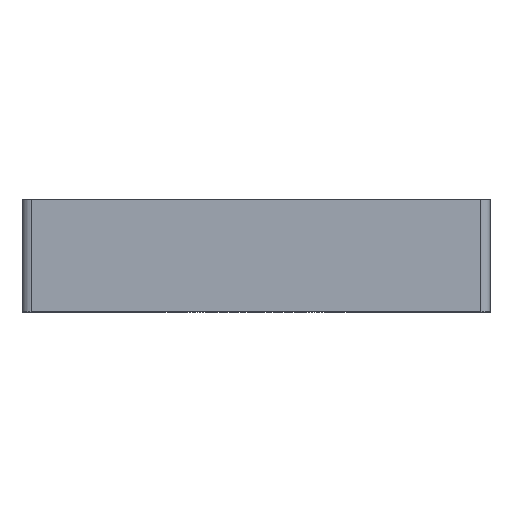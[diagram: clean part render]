
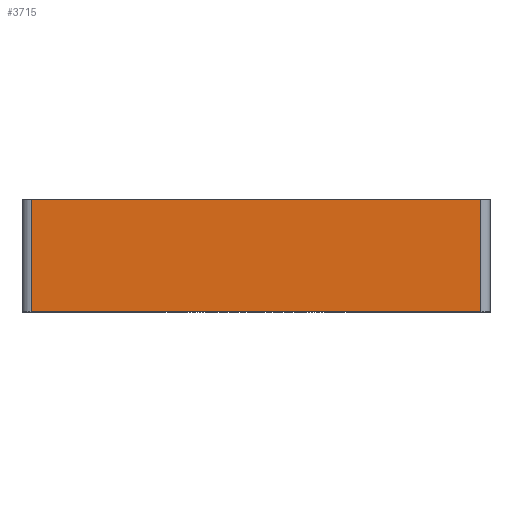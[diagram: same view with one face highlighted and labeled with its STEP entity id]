
A CAD part, top view. The second image highlights one B-rep face of the part: STEP entity #3715.
In plain terms, the highlighted planar face has unit normal (0, 0, 1).
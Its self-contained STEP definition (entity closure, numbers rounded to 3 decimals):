
#3707=AXIS2_PLACEMENT_3D('Plane Axis2P3D',#3704,#3705,#3706) ;
#3321=CARTESIAN_POINT('Vertex',(24.5,0.,43.443)) ;
#3324=CARTESIAN_POINT('Line Origine',(12.5,0.,43.443)) ;
#3328=CARTESIAN_POINT('Vertex',(0.5,0.,43.443)) ;
#3405=CARTESIAN_POINT('Vertex',(24.5,6.,43.443)) ;
#3408=CARTESIAN_POINT('Line Origine',(24.5,3.,43.443)) ;
#3443=CARTESIAN_POINT('Vertex',(0.5,6.,43.443)) ;
#3446=CARTESIAN_POINT('Line Origine',(12.5,6.,43.443)) ;
#3663=CARTESIAN_POINT('Line Origine',(0.5,3.,43.443)) ;
#3704=CARTESIAN_POINT('Axis2P3D Location',(24.5,3.,43.443)) ;
#3325=DIRECTION('Vector Direction',(-1.,0.,0.)) ;
#3409=DIRECTION('Vector Direction',(0.,-1.,0.)) ;
#3447=DIRECTION('Vector Direction',(-1.,0.,0.)) ;
#3664=DIRECTION('Vector Direction',(0.,-1.,0.)) ;
#3705=DIRECTION('Axis2P3D Direction',(0.,0.,-1.)) ;
#3706=DIRECTION('Axis2P3D XDirection',(-1.,0.,0.)) ;
#3326=VECTOR('Line Direction',#3325,1.) ;
#3410=VECTOR('Line Direction',#3409,1.) ;
#3448=VECTOR('Line Direction',#3447,1.) ;
#3665=VECTOR('Line Direction',#3664,1.) ;
#3710=ORIENTED_EDGE('',*,*,#3330,.F.) ;
#3711=ORIENTED_EDGE('',*,*,#3412,.T.) ;
#3712=ORIENTED_EDGE('',*,*,#3450,.T.) ;
#3713=ORIENTED_EDGE('',*,*,#3667,.F.) ;
#3715=ADVANCED_FACE('K\X2\00F6\X0\rper.11 ( *SOL3 - wsp *MASTER -  -Non Smart-  )',(#3714),#3708,.F.) ;
#3330=EDGE_CURVE('',#3322,#3329,#3327,.T.) ;
#3412=EDGE_CURVE('',#3322,#3406,#3411,.F.) ;
#3450=EDGE_CURVE('',#3406,#3444,#3449,.T.) ;
#3667=EDGE_CURVE('',#3329,#3444,#3666,.F.) ;
#3709=EDGE_LOOP('',(#3710,#3711,#3712,#3713)) ;
#3714=FACE_OUTER_BOUND('',#3709,.T.) ;
#3327=LINE('Line',#3324,#3326) ;
#3411=LINE('Line',#3408,#3410) ;
#3449=LINE('Line',#3446,#3448) ;
#3666=LINE('Line',#3663,#3665) ;
#3708=PLANE('',#3707) ;
#3322=VERTEX_POINT('',#3321) ;
#3329=VERTEX_POINT('',#3328) ;
#3406=VERTEX_POINT('',#3405) ;
#3444=VERTEX_POINT('',#3443) ;
